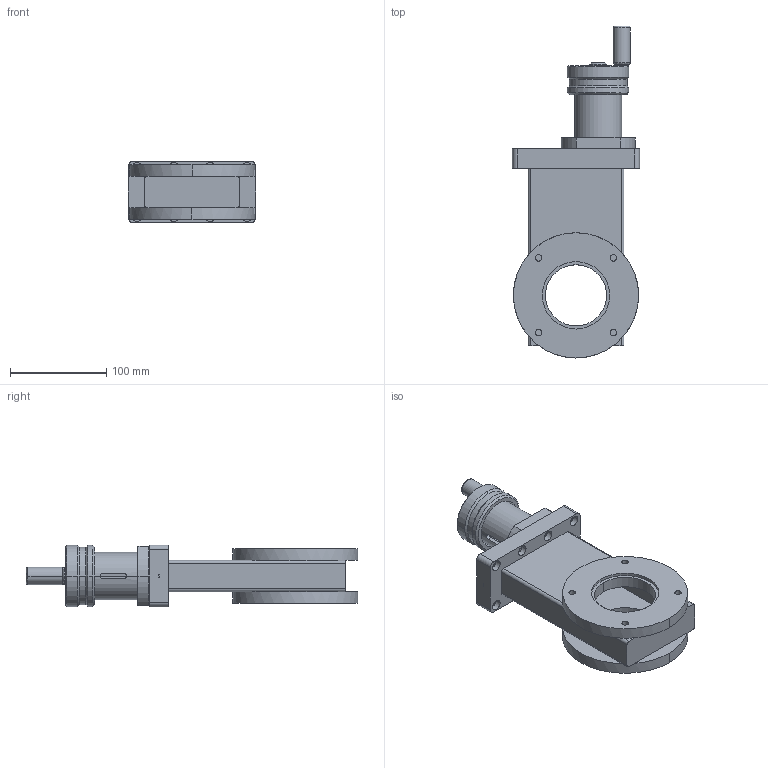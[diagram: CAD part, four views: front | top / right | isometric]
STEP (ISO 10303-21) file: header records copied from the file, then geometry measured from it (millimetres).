
FILE_DESCRIPTION (( 'STEP AP214' ), '1' );
FILE_NAME ('516-GV-ISO63.STEP', '2023-05-10T10:52:59', ( '' ), ( '' ), 'SwSTEP 2.0', 'SolidWorks 2017', '' );
FILE_SCHEMA (( 'AUTOMOTIVE_DESIGN' ));
Length unit declared in the file: millimetre
Products named in the file (1): 516-GV-ISO63
Bounding box: 132 x 344.7 x 64 mm (x, y, z)
Volume: 620765.1 mm3; surface area: 196975.3 mm2
Topology: 3 solids, 4 shells, 324 faces, 779 edges, 510 vertices
Faces by surface type: cylinder 183, plane 121, cone 16, bspline 4
Entity records: 10003 total; most frequent: CARTESIAN_POINT 1993, DIRECTION 1801, ORIENTED_EDGE 1550, EDGE_CURVE 775, AXIS2_PLACEMENT_3D 730, VERTEX_POINT 510, EDGE_LOOP 411, CIRCLE 409
